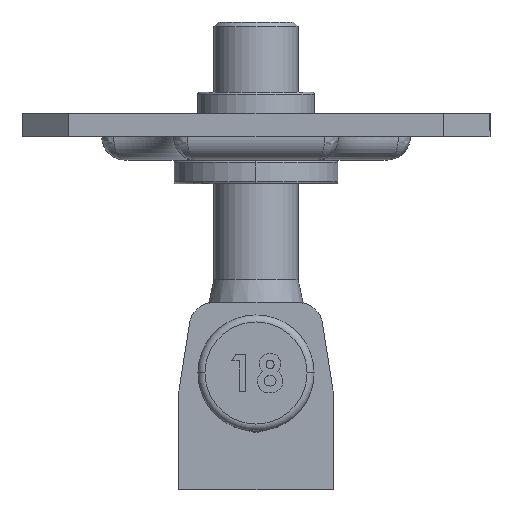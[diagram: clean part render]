
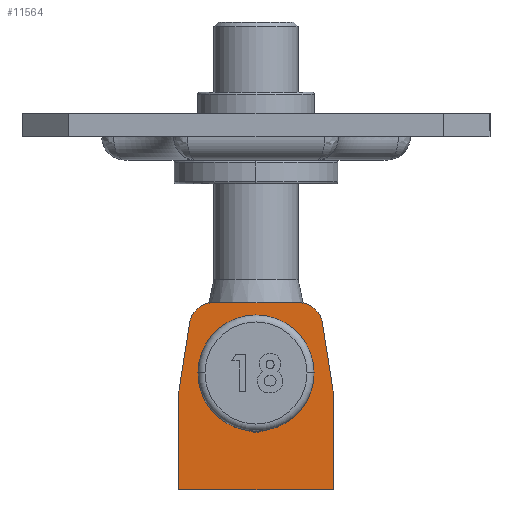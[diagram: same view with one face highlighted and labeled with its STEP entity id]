
A CAD part, front view. The second image highlights one B-rep face of the part: STEP entity #11564.
In plain terms, the highlighted planar face has unit normal (0, -1, 0).
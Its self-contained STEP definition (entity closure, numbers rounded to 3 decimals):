
#171 = LINE ( 'NONE', #1247, #3347 ) ;
#308 = CIRCLE ( 'NONE', #8474, 3.1 ) ;
#803 = EDGE_CURVE ( 'NONE', #10592, #3840, #11154, .T. ) ;
#1016 = CARTESIAN_POINT ( 'NONE',  ( 3.1, -3., -4.6 ) ) ;
#1051 = CARTESIAN_POINT ( 'NONE',  ( 9.228, -3., 20. ) ) ;
#1247 = CARTESIAN_POINT ( 'NONE',  ( -13.5, -3., 20. ) ) ;
#1418 = AXIS2_PLACEMENT_3D ( 'NONE', #14466, #7696, #17214 ) ;
#1577 = EDGE_CURVE ( 'NONE', #12762, #16344, #308, .T. ) ;
#1584 = CARTESIAN_POINT ( 'NONE',  ( 13.5, -3., 20. ) ) ;
#1621 = EDGE_CURVE ( 'NONE', #17623, #8419, #1783, .T. ) ;
#1783 = LINE ( 'NONE', #10969, #13500 ) ;
#2498 = DIRECTION ( 'NONE',  ( 0., 0., 1. ) ) ;
#2615 = ORIENTED_EDGE ( 'NONE', *, *, #15231, .F. ) ;
#2777 = CARTESIAN_POINT ( 'NONE',  ( 16.5, -3., -20. ) ) ;
#3050 = CARTESIAN_POINT ( 'NONE',  ( 0., -3., 0. ) ) ;
#3183 = EDGE_LOOP ( 'NONE', ( #16631, #6335, #12127, #4456, #12767 ) ) ;
#3255 = EDGE_CURVE ( 'NONE', #16344, #9414, #11957, .T. ) ;
#3347 = VECTOR ( 'NONE', #10775, 1000. ) ;
#3447 = FACE_BOUND ( 'NONE', #3183, .T. ) ;
#3840 = VERTEX_POINT ( 'NONE', #5878 ) ;
#4051 = AXIS2_PLACEMENT_3D ( 'NONE', #11886, #5276, #13251 ) ;
#4070 = DIRECTION ( 'NONE',  ( 0., 0., -1. ) ) ;
#4101 = EDGE_CURVE ( 'NONE', #5855, #12762, #6212, .T. ) ;
#4231 = CIRCLE ( 'NONE', #13639, 5. ) ;
#4409 = ORIENTED_EDGE ( 'NONE', *, *, #5679, .T. ) ;
#4425 = VECTOR ( 'NONE', #11682, 1000. ) ;
#4456 = ORIENTED_EDGE ( 'NONE', *, *, #1577, .T. ) ;
#4512 = EDGE_CURVE ( 'NONE', #10686, #12915, #14716, .T. ) ;
#4545 = ORIENTED_EDGE ( 'NONE', *, *, #10329, .F. ) ;
#4575 = CARTESIAN_POINT ( 'NONE',  ( -9.228, -3., 20. ) ) ;
#4681 = VECTOR ( 'NONE', #16941, 1000. ) ;
#4767 = EDGE_LOOP ( 'NONE', ( #10677, #5244, #2615, #5086, #11753, #10254, #9610, #5508, #4545, #4409 ) ) ;
#5086 = ORIENTED_EDGE ( 'NONE', *, *, #1621, .F. ) ;
#5244 = ORIENTED_EDGE ( 'NONE', *, *, #4512, .T. ) ;
#5262 = DIRECTION ( 'NONE',  ( 0., 0., -1. ) ) ;
#5276 = DIRECTION ( 'NONE',  ( 0., -1., 0. ) ) ;
#5406 = CARTESIAN_POINT ( 'NONE',  ( 16.5, -3., 1. ) ) ;
#5508 = ORIENTED_EDGE ( 'NONE', *, *, #9945, .T. ) ;
#5679 = EDGE_CURVE ( 'NONE', #14349, #10412, #4231, .T. ) ;
#5770 = DIRECTION ( 'NONE',  ( 0., 0., -1. ) ) ;
#5819 = DIRECTION ( 'NONE',  ( 0., 0., -1. ) ) ;
#5855 = VERTEX_POINT ( 'NONE', #15934 ) ;
#5878 = CARTESIAN_POINT ( 'NONE',  ( 16.439, -3., 1.388 ) ) ;
#5918 = CARTESIAN_POINT ( 'NONE',  ( 16.5, -3., 0.608 ) ) ;
#6048 = CARTESIAN_POINT ( 'NONE',  ( -16.5, -3., -20. ) ) ;
#6212 = LINE ( 'NONE', #1016, #13664 ) ;
#6238 = FACE_OUTER_BOUND ( 'NONE', #4767, .T. ) ;
#6335 = ORIENTED_EDGE ( 'NONE', *, *, #13703, .T. ) ;
#6975 = AXIS2_PLACEMENT_3D ( 'NONE', #3050, #14046, #5770 ) ;
#7195 = EDGE_CURVE ( 'NONE', #10686, #10412, #171, .T. ) ;
#7696 = DIRECTION ( 'NONE',  ( 0., 1., 0. ) ) ;
#7969 = DIRECTION ( 'NONE',  ( 0.156, 0., -0.988 ) ) ;
#7982 = CARTESIAN_POINT ( 'NONE',  ( 3.1, -3., -4.6 ) ) ;
#8056 = CARTESIAN_POINT ( 'NONE',  ( 0., -3., -4.6 ) ) ;
#8419 = VERTEX_POINT ( 'NONE', #6048 ) ;
#8474 = AXIS2_PLACEMENT_3D ( 'NONE', #8056, #10853, #4070 ) ;
#8494 = DIRECTION ( 'NONE',  ( 0., -1., 0. ) ) ;
#8574 = LINE ( 'NONE', #5406, #10923 ) ;
#9266 = CIRCLE ( 'NONE', #16304, 5. ) ;
#9270 = CARTESIAN_POINT ( 'NONE',  ( 14.166, -3., 15.78 ) ) ;
#9414 = VERTEX_POINT ( 'NONE', #13585 ) ;
#9610 = ORIENTED_EDGE ( 'NONE', *, *, #16738, .F. ) ;
#9691 = VECTOR ( 'NONE', #5262, 1000. ) ;
#9945 = EDGE_CURVE ( 'NONE', #17197, #10136, #9266, .T. ) ;
#10136 = VERTEX_POINT ( 'NONE', #1051 ) ;
#10254 = ORIENTED_EDGE ( 'NONE', *, *, #803, .T. ) ;
#10278 = EDGE_CURVE ( 'NONE', #10592, #17623, #16273, .T. ) ;
#10329 = EDGE_CURVE ( 'NONE', #14349, #10136, #14995, .T. ) ;
#10412 = VERTEX_POINT ( 'NONE', #12914 ) ;
#10592 = VERTEX_POINT ( 'NONE', #5918 ) ;
#10677 = ORIENTED_EDGE ( 'NONE', *, *, #7195, .F. ) ;
#10686 = VERTEX_POINT ( 'NONE', #16828 ) ;
#10775 = DIRECTION ( 'NONE',  ( 0.156, 0., 0.988 ) ) ;
#10853 = DIRECTION ( 'NONE',  ( 0., 1., 0. ) ) ;
#10923 = VECTOR ( 'NONE', #7969, 1000. ) ;
#10969 = CARTESIAN_POINT ( 'NONE',  ( -16.5, -3., -20. ) ) ;
#11149 = PLANE ( 'NONE',  #6975 ) ;
#11154 = CIRCLE ( 'NONE', #11208, 5. ) ;
#11208 = AXIS2_PLACEMENT_3D ( 'NONE', #12120, #14874, #16303 ) ;
#11250 = CARTESIAN_POINT ( 'NONE',  ( -9.228, -3., 15. ) ) ;
#11564 = ADVANCED_FACE ( 'NONE', ( #6238, #3447 ), #11149, .T. ) ;
#11682 = DIRECTION ( 'NONE',  ( 0., 0., 1. ) ) ;
#11753 = ORIENTED_EDGE ( 'NONE', *, *, #10278, .F. ) ;
#11886 = CARTESIAN_POINT ( 'NONE',  ( -11.5, -3., 0.608 ) ) ;
#11887 = VERTEX_POINT ( 'NONE', #14876 ) ;
#11957 = CIRCLE ( 'NONE', #1418, 3.1 ) ;
#12120 = CARTESIAN_POINT ( 'NONE',  ( 11.5, -3., 0.608 ) ) ;
#12127 = ORIENTED_EDGE ( 'NONE', *, *, #4101, .T. ) ;
#12308 = EDGE_CURVE ( 'NONE', #9414, #11887, #14091, .T. ) ;
#12387 = DIRECTION ( 'NONE',  ( -1., 0., 0. ) ) ;
#12480 = CARTESIAN_POINT ( 'NONE',  ( -16.5, -3., 0.608 ) ) ;
#12586 = CARTESIAN_POINT ( 'NONE',  ( -3.1, -3., -1.829 ) ) ;
#12762 = VERTEX_POINT ( 'NONE', #7982 ) ;
#12767 = ORIENTED_EDGE ( 'NONE', *, *, #3255, .T. ) ;
#12791 = CARTESIAN_POINT ( 'NONE',  ( -16.5, -3., 1. ) ) ;
#12914 = CARTESIAN_POINT ( 'NONE',  ( -14.166, -3., 15.78 ) ) ;
#12915 = VERTEX_POINT ( 'NONE', #12480 ) ;
#13199 = CARTESIAN_POINT ( 'NONE',  ( 0., -3., 5. ) ) ;
#13251 = DIRECTION ( 'NONE',  ( 0., 0., -1. ) ) ;
#13257 = DIRECTION ( 'NONE',  ( 0., 1., 0. ) ) ;
#13275 = VECTOR ( 'NONE', #13779, 1000. ) ;
#13322 = DIRECTION ( 'NONE',  ( 0., 0., -1. ) ) ;
#13484 = CARTESIAN_POINT ( 'NONE',  ( 0., -3., -7.7 ) ) ;
#13500 = VECTOR ( 'NONE', #12387, 1000. ) ;
#13540 = CARTESIAN_POINT ( 'NONE',  ( 16.5, -3., -20. ) ) ;
#13585 = CARTESIAN_POINT ( 'NONE',  ( -3.1, -3., -4.6 ) ) ;
#13639 = AXIS2_PLACEMENT_3D ( 'NONE', #11250, #13987, #5819 ) ;
#13664 = VECTOR ( 'NONE', #13322, 1000. ) ;
#13703 = EDGE_CURVE ( 'NONE', #11887, #5855, #14052, .T. ) ;
#13779 = DIRECTION ( 'NONE',  ( 1., 0., 0. ) ) ;
#13966 = DIRECTION ( 'NONE',  ( 0., 0., -1. ) ) ;
#13987 = DIRECTION ( 'NONE',  ( 0., -1., 0. ) ) ;
#14046 = DIRECTION ( 'NONE',  ( 0., -1., 0. ) ) ;
#14052 = CIRCLE ( 'NONE', #17138, 7.5 ) ;
#14091 = LINE ( 'NONE', #12586, #4681 ) ;
#14349 = VERTEX_POINT ( 'NONE', #4575 ) ;
#14466 = CARTESIAN_POINT ( 'NONE',  ( 0., -3., -4.6 ) ) ;
#14716 = CIRCLE ( 'NONE', #4051, 5. ) ;
#14874 = DIRECTION ( 'NONE',  ( 0., -1., 0. ) ) ;
#14876 = CARTESIAN_POINT ( 'NONE',  ( -3.1, -3., -1.829 ) ) ;
#14995 = LINE ( 'NONE', #1584, #13275 ) ;
#15231 = EDGE_CURVE ( 'NONE', #8419, #12915, #17038, .T. ) ;
#15377 = CARTESIAN_POINT ( 'NONE',  ( 9.228, -3., 15. ) ) ;
#15934 = CARTESIAN_POINT ( 'NONE',  ( 3.1, -3., -1.829 ) ) ;
#16273 = LINE ( 'NONE', #13540, #9691 ) ;
#16303 = DIRECTION ( 'NONE',  ( 0., 0., -1. ) ) ;
#16304 = AXIS2_PLACEMENT_3D ( 'NONE', #15377, #8494, #13966 ) ;
#16344 = VERTEX_POINT ( 'NONE', #13484 ) ;
#16631 = ORIENTED_EDGE ( 'NONE', *, *, #12308, .T. ) ;
#16738 = EDGE_CURVE ( 'NONE', #17197, #3840, #8574, .T. ) ;
#16828 = CARTESIAN_POINT ( 'NONE',  ( -16.439, -3., 1.388 ) ) ;
#16941 = DIRECTION ( 'NONE',  ( 0., 0., 1. ) ) ;
#17038 = LINE ( 'NONE', #12791, #4425 ) ;
#17138 = AXIS2_PLACEMENT_3D ( 'NONE', #13199, #13257, #2498 ) ;
#17197 = VERTEX_POINT ( 'NONE', #9270 ) ;
#17214 = DIRECTION ( 'NONE',  ( 0., 0., -1. ) ) ;
#17623 = VERTEX_POINT ( 'NONE', #2777 ) ;
